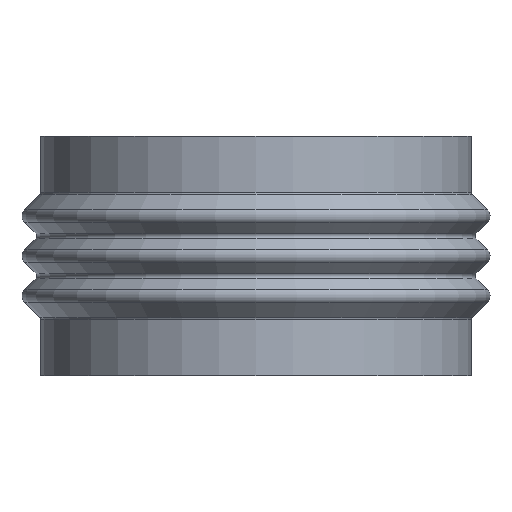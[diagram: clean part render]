
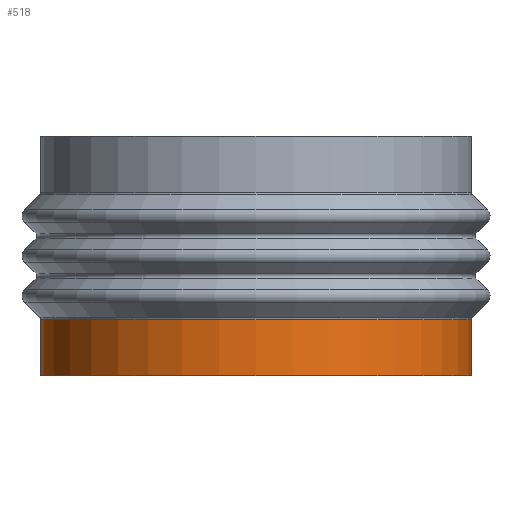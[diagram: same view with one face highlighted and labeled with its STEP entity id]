
A CAD part, front view. The second image highlights one B-rep face of the part: STEP entity #518.
In plain terms, the highlighted cylindrical face has radius 144 mm (diameter 288 mm), a full revolution.
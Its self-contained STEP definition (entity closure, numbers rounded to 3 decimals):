
#20 = EDGE_CURVE ( 'NONE', #528, #528, #365, .T. ) ;
#22 = CIRCLE ( 'NONE', #470, 144. ) ;
#39 = FACE_OUTER_BOUND ( 'NONE', #711, .T. ) ;
#44 = DIRECTION ( 'NONE',  ( 0., -1., 0. ) ) ;
#52 = DIRECTION ( 'NONE',  ( 0., -1., 0. ) ) ;
#75 = ORIENTED_EDGE ( 'NONE', *, *, #235, .T. ) ;
#156 = EDGE_LOOP ( 'NONE', ( #75 ) ) ;
#178 = CARTESIAN_POINT ( 'NONE',  ( 0., -144., 37.515 ) ) ;
#200 = AXIS2_PLACEMENT_3D ( 'NONE', #721, #609, #282 ) ;
#235 = EDGE_CURVE ( 'NONE', #363, #363, #22, .T. ) ;
#282 = DIRECTION ( 'NONE',  ( 0., -1., 0. ) ) ;
#328 = CARTESIAN_POINT ( 'NONE',  ( 0., 0., 0. ) ) ;
#363 = VERTEX_POINT ( 'NONE', #629 ) ;
#365 = CIRCLE ( 'NONE', #200, 144. ) ;
#470 = AXIS2_PLACEMENT_3D ( 'NONE', #328, #610, #52 ) ;
#518 = ADVANCED_FACE ( 'NONE', ( #39, #707 ), #552, .T. ) ;
#528 = VERTEX_POINT ( 'NONE', #178 ) ;
#552 = CYLINDRICAL_SURFACE ( 'NONE', #688, 144. ) ;
#603 = CARTESIAN_POINT ( 'NONE',  ( 0., 0., 0. ) ) ;
#609 = DIRECTION ( 'NONE',  ( 0., 0., 1. ) ) ;
#610 = DIRECTION ( 'NONE',  ( 0., 0., 1. ) ) ;
#629 = CARTESIAN_POINT ( 'NONE',  ( 0., -144., 0. ) ) ;
#655 = ORIENTED_EDGE ( 'NONE', *, *, #20, .F. ) ;
#660 = DIRECTION ( 'NONE',  ( 0., 0., 1. ) ) ;
#688 = AXIS2_PLACEMENT_3D ( 'NONE', #603, #660, #44 ) ;
#707 = FACE_OUTER_BOUND ( 'NONE', #156, .T. ) ;
#711 = EDGE_LOOP ( 'NONE', ( #655 ) ) ;
#721 = CARTESIAN_POINT ( 'NONE',  ( 0., 0., 37.515 ) ) ;
